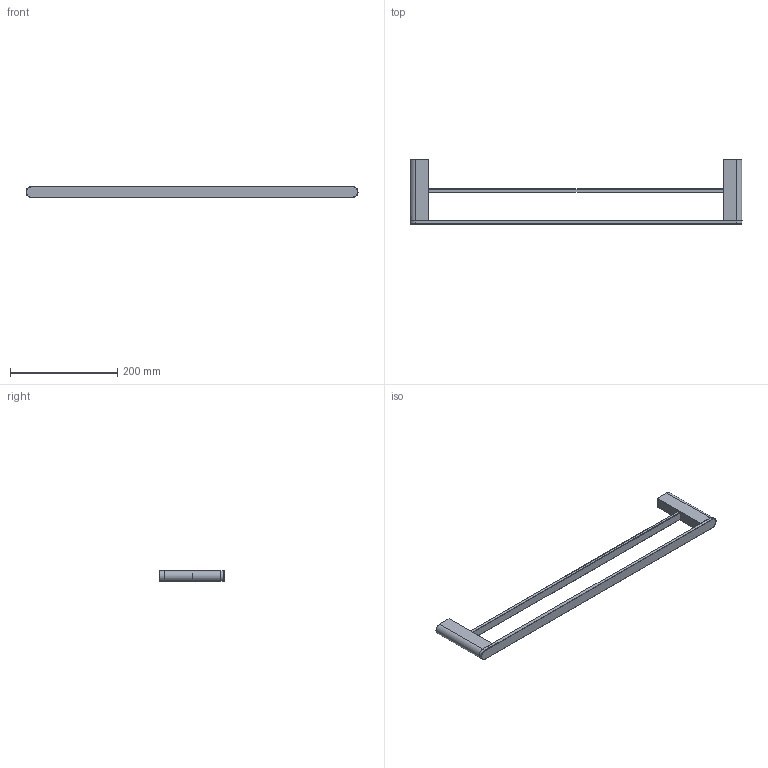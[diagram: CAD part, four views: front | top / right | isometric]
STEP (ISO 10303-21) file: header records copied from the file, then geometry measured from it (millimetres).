
FILE_DESCRIPTION(/* description */ (''),/* implementation_level */ '2;1');
FILE_NAME(/* name */ 'STEP - Mizu Soothe Double Towel Rail 600mm',/* time_stamp */ '2025-08-11T15:42:43+10:00',/* author */ (''),/* organization */ (''),/* preprocessor_version */ 'ST-DEVELOPER v16.5',/* originating_system */ 'Rhino 7.37',/* authorisation */ '');
FILE_SCHEMA (('AUTOMOTIVE_DESIGN'));
Length unit declared in the file: millimetre
Products named in the file (17): Document; 227148A_Mizu Soothe Double Towel Rail 600mm; 07148_ASM_ASM; 07148_ASM_9_ASM; 07124-A_ASM_3_1_ASM; 07124-03_1_1; 07124-02_1_1_2_3; 07124-04_1_1_2_3; 07148-01-A_2; 07148-01-B_3; WASHER_1_1_2_3; 07100-01-A_4_1_2_3; 07100-01-B_6_1_2_3; M5-8_3_1_2_3; M5-55_3; 07148-02_4; M4-5_4
Assembly tree (24 placements, depth 6):
  Document
    227148A_Mizu Soothe Double Towel Rail 600mm
      07148_ASM_ASM
        07148_ASM_9_ASM
          07124-A_ASM_3_1_ASM
            07124-03_1_1
            07124-02_1_1_2_3  x2
          07124-04_1_1_2_3  x4
          07148-01-A_2
          07148-01-B_3
          WASHER_1_1_2_3  x2
          07100-01-A_4_1_2_3
          07100-01-B_6_1_2_3
          M5-8_3_1_2_3  x2
          M5-55_3  x2
          07148-02_4
          M4-5_4  x2
Bounding box: 620 x 120 x 20 mm (x, y, z)
Volume: 153006 mm3; surface area: 135673.7 mm2
Topology: 20 solids, 32 shells, 478 faces, 1220 edges, 792 vertices
Faces by surface type: plane 210, cylinder 134, bspline 134
Entity records: 12709 total; most frequent: CARTESIAN_POINT 6493, ORIENTED_EDGE 1668, EDGE_CURVE 853, B_SPLINE_CURVE_WITH_KNOTS 601, VERTEX_POINT 564, EDGE_LOOP 373, DIRECTION 370, ADVANCED_FACE 328
